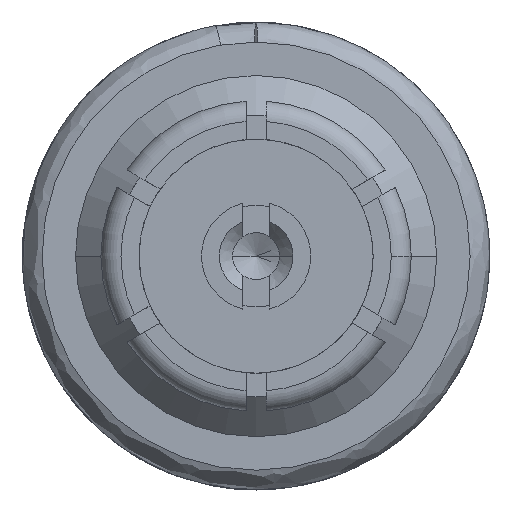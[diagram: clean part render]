
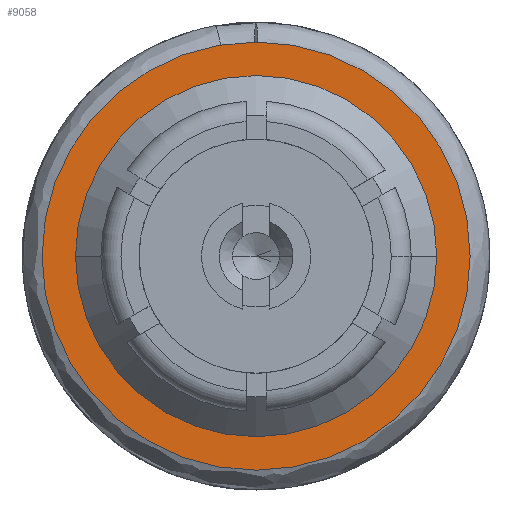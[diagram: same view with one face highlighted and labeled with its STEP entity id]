
A CAD part, left-side view. The second image highlights one B-rep face of the part: STEP entity #9058.
In plain terms, the highlighted planar face has unit normal (-1, 0, 0).
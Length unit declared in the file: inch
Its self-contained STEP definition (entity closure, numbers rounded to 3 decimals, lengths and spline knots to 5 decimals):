
#177 = CARTESIAN_POINT ( 'NONE',  ( -0.68254, 0., 0. ) ) ;
#331 = EDGE_CURVE ( 'NONE', #671, #749, #5612, .T. ) ;
#343 = ORIENTED_EDGE ( 'NONE', *, *, #7407, .T. ) ;
#671 = VERTEX_POINT ( 'NONE', #7247 ) ;
#749 = VERTEX_POINT ( 'NONE', #6885 ) ;
#1024 = AXIS2_PLACEMENT_3D ( 'NONE', #3374, #5456, #7711 ) ;
#1093 = DIRECTION ( 'NONE',  ( -1., 0., 0. ) ) ;
#1976 = CARTESIAN_POINT ( 'NONE',  ( -0.68254, 0., 0. ) ) ;
#2043 = CIRCLE ( 'NONE', #7393, 0.05315 ) ;
#2073 = ORIENTED_EDGE ( 'NONE', *, *, #331, .T. ) ;
#2504 = ORIENTED_EDGE ( 'NONE', *, *, #8289, .F. ) ;
#2545 = PLANE ( 'NONE',  #1024 ) ;
#2908 = AXIS2_PLACEMENT_3D ( 'NONE', #9038, #1093, #7758 ) ;
#3254 = CARTESIAN_POINT ( 'NONE',  ( -0.68254, 0., 0. ) ) ;
#3374 = CARTESIAN_POINT ( 'NONE',  ( -0.68254, -0.05315, 0. ) ) ;
#3590 = AXIS2_PLACEMENT_3D ( 'NONE', #177, #6781, #8267 ) ;
#3902 = CARTESIAN_POINT ( 'NONE',  ( -0.68254, 0.05315, 0. ) ) ;
#4077 = DIRECTION ( 'NONE',  ( 0., -1., 0. ) ) ;
#4649 = EDGE_LOOP ( 'NONE', ( #343, #2073 ) ) ;
#4674 = DIRECTION ( 'NONE',  ( -1., 0., 0. ) ) ;
#4843 = VERTEX_POINT ( 'NONE', #8637 ) ;
#5012 = AXIS2_PLACEMENT_3D ( 'NONE', #3254, #4674, #7597 ) ;
#5456 = DIRECTION ( 'NONE',  ( -1., 0., 0. ) ) ;
#5507 = DIRECTION ( 'NONE',  ( -1., 0., 0. ) ) ;
#5612 = CIRCLE ( 'NONE', #5012, 0.06299 ) ;
#6172 = FACE_BOUND ( 'NONE', #7806, .T. ) ;
#6562 = CIRCLE ( 'NONE', #2908, 0.05315 ) ;
#6781 = DIRECTION ( 'NONE',  ( -1., 0., 0. ) ) ;
#6885 = CARTESIAN_POINT ( 'NONE',  ( -0.68254, -0.06299, 0. ) ) ;
#6888 = ORIENTED_EDGE ( 'NONE', *, *, #7043, .F. ) ;
#7043 = EDGE_CURVE ( 'NONE', #4843, #7938, #2043, .T. ) ;
#7247 = CARTESIAN_POINT ( 'NONE',  ( -0.68254, 0.06299, 0. ) ) ;
#7393 = AXIS2_PLACEMENT_3D ( 'NONE', #1976, #5507, #4077 ) ;
#7407 = EDGE_CURVE ( 'NONE', #749, #671, #8156, .T. ) ;
#7597 = DIRECTION ( 'NONE',  ( 0., -1., 0. ) ) ;
#7711 = DIRECTION ( 'NONE',  ( 0., 1., 0. ) ) ;
#7758 = DIRECTION ( 'NONE',  ( 0., -1., 0. ) ) ;
#7806 = EDGE_LOOP ( 'NONE', ( #2504, #6888 ) ) ;
#7938 = VERTEX_POINT ( 'NONE', #3902 ) ;
#8156 = CIRCLE ( 'NONE', #3590, 0.06299 ) ;
#8267 = DIRECTION ( 'NONE',  ( 0., -1., 0. ) ) ;
#8289 = EDGE_CURVE ( 'NONE', #7938, #4843, #6562, .T. ) ;
#8637 = CARTESIAN_POINT ( 'NONE',  ( -0.68254, -0.05315, 0. ) ) ;
#9038 = CARTESIAN_POINT ( 'NONE',  ( -0.68254, 0., 0. ) ) ;
#9058 = ADVANCED_FACE ( 'NONE', ( #6172, #9097 ), #2545, .T. ) ;
#9097 = FACE_OUTER_BOUND ( 'NONE', #4649, .T. ) ;
